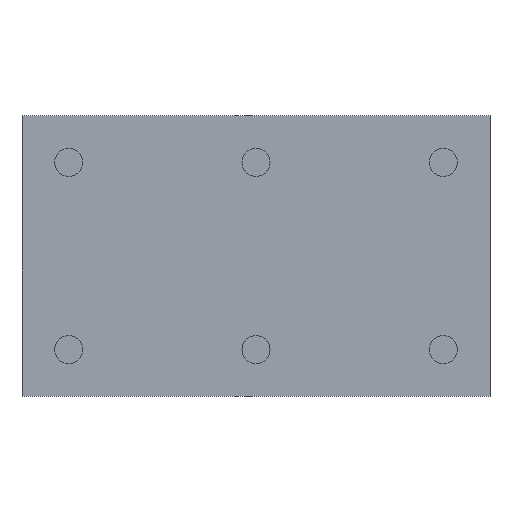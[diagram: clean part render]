
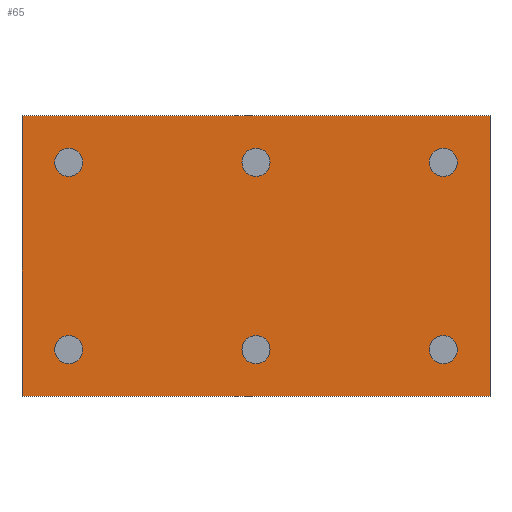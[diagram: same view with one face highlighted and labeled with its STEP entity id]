
A CAD part, top view. The second image highlights one B-rep face of the part: STEP entity #65.
In plain terms, the highlighted planar face has unit normal (0, 0, 1).
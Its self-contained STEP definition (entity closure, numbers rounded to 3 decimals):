
#2 = VERTEX_POINT ( 'NONE', #566 ) ;
#14 = EDGE_CURVE ( 'NONE', #443, #2, #172, .T. ) ;
#17 = VECTOR ( 'NONE', #464, 1000. ) ;
#18 = ORIENTED_EDGE ( 'NONE', *, *, #401, .F. ) ;
#20 = VERTEX_POINT ( 'NONE', #164 ) ;
#22 = ORIENTED_EDGE ( 'NONE', *, *, #512, .F. ) ;
#31 = DIRECTION ( 'NONE',  ( 1., 0., 0. ) ) ;
#34 = CARTESIAN_POINT ( 'NONE',  ( 0., 0., 25. ) ) ;
#35 = ORIENTED_EDGE ( 'NONE', *, *, #494, .F. ) ;
#37 = EDGE_CURVE ( 'NONE', #232, #20, #295, .T. ) ;
#39 = CARTESIAN_POINT ( 'NONE',  ( 125., 25., 25. ) ) ;
#47 = DIRECTION ( 'NONE',  ( -1., 0., 0. ) ) ;
#49 = VECTOR ( 'NONE', #75, 1000. ) ;
#55 = ORIENTED_EDGE ( 'NONE', *, *, #590, .T. ) ;
#65 = ADVANCED_FACE ( 'NONE', ( #438, #264, #504, #229, #203, #437, #110 ), #108, .F. ) ;
#67 = VECTOR ( 'NONE', #508, 1000. ) ;
#75 = DIRECTION ( 'NONE',  ( 0., -1., 0. ) ) ;
#77 = ORIENTED_EDGE ( 'NONE', *, *, #451, .T. ) ;
#83 = CARTESIAN_POINT ( 'NONE',  ( 217.5, 25., 25. ) ) ;
#84 = EDGE_LOOP ( 'NONE', ( #633, #22 ) ) ;
#85 = ORIENTED_EDGE ( 'NONE', *, *, #518, .F. ) ;
#87 = ORIENTED_EDGE ( 'NONE', *, *, #654, .F. ) ;
#88 = EDGE_CURVE ( 'NONE', #360, #394, #351, .T. ) ;
#95 = CARTESIAN_POINT ( 'NONE',  ( 25., 125., 25. ) ) ;
#104 = ORIENTED_EDGE ( 'NONE', *, *, #501, .F. ) ;
#108 = PLANE ( 'NONE',  #473 ) ;
#110 = FACE_OUTER_BOUND ( 'NONE', #204, .T. ) ;
#120 = AXIS2_PLACEMENT_3D ( 'NONE', #299, #506, #509 ) ;
#132 = ORIENTED_EDGE ( 'NONE', *, *, #551, .F. ) ;
#134 = VERTEX_POINT ( 'NONE', #482 ) ;
#137 = ORIENTED_EDGE ( 'NONE', *, *, #305, .T. ) ;
#138 = EDGE_CURVE ( 'NONE', #158, #432, #273, .T. ) ;
#140 = CIRCLE ( 'NONE', #559, 7.5 ) ;
#154 = CARTESIAN_POINT ( 'NONE',  ( 225., 125., 25. ) ) ;
#156 = CIRCLE ( 'NONE', #120, 7.5 ) ;
#158 = VERTEX_POINT ( 'NONE', #331 ) ;
#164 = CARTESIAN_POINT ( 'NONE',  ( 250., 150., 25. ) ) ;
#167 = ORIENTED_EDGE ( 'NONE', *, *, #138, .F. ) ;
#172 = CIRCLE ( 'NONE', #549, 7.5 ) ;
#188 = CARTESIAN_POINT ( 'NONE',  ( 17.5, 125., 25. ) ) ;
#194 = AXIS2_PLACEMENT_3D ( 'NONE', #450, #238, #663 ) ;
#200 = DIRECTION ( 'NONE',  ( 0., 0., 1. ) ) ;
#202 = DIRECTION ( 'NONE',  ( 0., 0., 1. ) ) ;
#203 = FACE_BOUND ( 'NONE', #284, .T. ) ;
#204 = EDGE_LOOP ( 'NONE', ( #137, #77, #564, #55 ) ) ;
#206 = ORIENTED_EDGE ( 'NONE', *, *, #88, .F. ) ;
#222 = CIRCLE ( 'NONE', #256, 7.5 ) ;
#229 = FACE_BOUND ( 'NONE', #84, .T. ) ;
#232 = VERTEX_POINT ( 'NONE', #645 ) ;
#238 = DIRECTION ( 'NONE',  ( 0., 0., 1. ) ) ;
#252 = CARTESIAN_POINT ( 'NONE',  ( 125., 125., 25. ) ) ;
#256 = AXIS2_PLACEMENT_3D ( 'NONE', #39, #665, #669 ) ;
#262 = DIRECTION ( 'NONE',  ( 1., 0., 0. ) ) ;
#264 = FACE_BOUND ( 'NONE', #355, .T. ) ;
#267 = CARTESIAN_POINT ( 'NONE',  ( 250., 0., 25. ) ) ;
#272 = DIRECTION ( 'NONE',  ( 1., 0., 0. ) ) ;
#273 = CIRCLE ( 'NONE', #427, 7.5 ) ;
#284 = EDGE_LOOP ( 'NONE', ( #492, #35 ) ) ;
#287 = CIRCLE ( 'NONE', #542, 7.5 ) ;
#289 = ORIENTED_EDGE ( 'NONE', *, *, #580, .F. ) ;
#291 = CARTESIAN_POINT ( 'NONE',  ( 117.5, 25., 25. ) ) ;
#295 = LINE ( 'NONE', #267, #17 ) ;
#296 = VERTEX_POINT ( 'NONE', #486 ) ;
#299 = CARTESIAN_POINT ( 'NONE',  ( 125., 25., 25. ) ) ;
#302 = CIRCLE ( 'NONE', #435, 7.5 ) ;
#305 = EDGE_CURVE ( 'NONE', #395, #342, #400, .T. ) ;
#306 = CARTESIAN_POINT ( 'NONE',  ( 0., 150., 25. ) ) ;
#308 = CARTESIAN_POINT ( 'NONE',  ( 225., 125., 25. ) ) ;
#316 = DIRECTION ( 'NONE',  ( 0., 0., -1. ) ) ;
#320 = VECTOR ( 'NONE', #455, 1000. ) ;
#331 = CARTESIAN_POINT ( 'NONE',  ( 232.5, 25., 25. ) ) ;
#336 = CARTESIAN_POINT ( 'NONE',  ( 0., 0., 25. ) ) ;
#340 = EDGE_LOOP ( 'NONE', ( #206, #289 ) ) ;
#342 = VERTEX_POINT ( 'NONE', #485 ) ;
#344 = CARTESIAN_POINT ( 'NONE',  ( 25., 125., 25. ) ) ;
#351 = CIRCLE ( 'NONE', #441, 7.5 ) ;
#352 = DIRECTION ( 'NONE',  ( 1., 0., 0. ) ) ;
#355 = EDGE_LOOP ( 'NONE', ( #167, #87 ) ) ;
#356 = DIRECTION ( 'NONE',  ( 1., 0., 0. ) ) ;
#360 = VERTEX_POINT ( 'NONE', #543 ) ;
#366 = EDGE_CURVE ( 'NONE', #296, #134, #619, .T. ) ;
#383 = CARTESIAN_POINT ( 'NONE',  ( 225., 25., 25. ) ) ;
#387 = EDGE_LOOP ( 'NONE', ( #85, #104 ) ) ;
#394 = VERTEX_POINT ( 'NONE', #396 ) ;
#395 = VERTEX_POINT ( 'NONE', #552 ) ;
#396 = CARTESIAN_POINT ( 'NONE',  ( 17.5, 25., 25. ) ) ;
#400 = LINE ( 'NONE', #336, #49 ) ;
#401 = EDGE_CURVE ( 'NONE', #659, #449, #419, .T. ) ;
#406 = VERTEX_POINT ( 'NONE', #603 ) ;
#407 = DIRECTION ( 'NONE',  ( 0., 0., 1. ) ) ;
#417 = CARTESIAN_POINT ( 'NONE',  ( 32.5, 125., 25. ) ) ;
#419 = CIRCLE ( 'NONE', #507, 7.5 ) ;
#426 = DIRECTION ( 'NONE',  ( 0., 0., 1. ) ) ;
#427 = AXIS2_PLACEMENT_3D ( 'NONE', #383, #426, #272 ) ;
#432 = VERTEX_POINT ( 'NONE', #83 ) ;
#435 = AXIS2_PLACEMENT_3D ( 'NONE', #252, #200, #565 ) ;
#437 = FACE_BOUND ( 'NONE', #621, .T. ) ;
#438 = FACE_BOUND ( 'NONE', #340, .T. ) ;
#441 = AXIS2_PLACEMENT_3D ( 'NONE', #519, #521, #466 ) ;
#443 = VERTEX_POINT ( 'NONE', #550 ) ;
#449 = VERTEX_POINT ( 'NONE', #188 ) ;
#450 = CARTESIAN_POINT ( 'NONE',  ( 125., 125., 25. ) ) ;
#451 = EDGE_CURVE ( 'NONE', #342, #232, #467, .T. ) ;
#455 = DIRECTION ( 'NONE',  ( 1., 0., 0. ) ) ;
#457 = DIRECTION ( 'NONE',  ( 0., 0., 1. ) ) ;
#458 = LINE ( 'NONE', #306, #67 ) ;
#461 = CARTESIAN_POINT ( 'NONE',  ( 25., 25., 25. ) ) ;
#464 = DIRECTION ( 'NONE',  ( 0., 1., 0. ) ) ;
#466 = DIRECTION ( 'NONE',  ( 1., 0., 0. ) ) ;
#467 = LINE ( 'NONE', #34, #320 ) ;
#469 = DIRECTION ( 'NONE',  ( 0., 0., 1. ) ) ;
#471 = VERTEX_POINT ( 'NONE', #291 ) ;
#473 = AXIS2_PLACEMENT_3D ( 'NONE', #510, #316, #47 ) ;
#482 = CARTESIAN_POINT ( 'NONE',  ( 117.5, 125., 25. ) ) ;
#485 = CARTESIAN_POINT ( 'NONE',  ( 0., 0., 25. ) ) ;
#486 = CARTESIAN_POINT ( 'NONE',  ( 132.5, 125., 25. ) ) ;
#487 = AXIS2_PLACEMENT_3D ( 'NONE', #95, #407, #667 ) ;
#492 = ORIENTED_EDGE ( 'NONE', *, *, #366, .F. ) ;
#494 = EDGE_CURVE ( 'NONE', #134, #296, #302, .T. ) ;
#499 = DIRECTION ( 'NONE',  ( 0., 0., 1. ) ) ;
#501 = EDGE_CURVE ( 'NONE', #471, #406, #222, .T. ) ;
#504 = FACE_BOUND ( 'NONE', #387, .T. ) ;
#506 = DIRECTION ( 'NONE',  ( 0., 0., 1. ) ) ;
#507 = AXIS2_PLACEMENT_3D ( 'NONE', #344, #499, #31 ) ;
#508 = DIRECTION ( 'NONE',  ( -1., 0., 0. ) ) ;
#509 = DIRECTION ( 'NONE',  ( 1., 0., 0. ) ) ;
#510 = CARTESIAN_POINT ( 'NONE',  ( 0., 0., 25. ) ) ;
#511 = CIRCLE ( 'NONE', #534, 7.5 ) ;
#512 = EDGE_CURVE ( 'NONE', #2, #443, #287, .T. ) ;
#517 = CARTESIAN_POINT ( 'NONE',  ( 225., 25., 25. ) ) ;
#518 = EDGE_CURVE ( 'NONE', #406, #471, #156, .T. ) ;
#519 = CARTESIAN_POINT ( 'NONE',  ( 25., 25., 25. ) ) ;
#521 = DIRECTION ( 'NONE',  ( 0., 0., 1. ) ) ;
#534 = AXIS2_PLACEMENT_3D ( 'NONE', #517, #682, #632 ) ;
#542 = AXIS2_PLACEMENT_3D ( 'NONE', #154, #202, #352 ) ;
#543 = CARTESIAN_POINT ( 'NONE',  ( 32.5, 25., 25. ) ) ;
#549 = AXIS2_PLACEMENT_3D ( 'NONE', #308, #469, #262 ) ;
#550 = CARTESIAN_POINT ( 'NONE',  ( 232.5, 125., 25. ) ) ;
#551 = EDGE_CURVE ( 'NONE', #449, #659, #670, .T. ) ;
#552 = CARTESIAN_POINT ( 'NONE',  ( 0., 150., 25. ) ) ;
#559 = AXIS2_PLACEMENT_3D ( 'NONE', #461, #457, #356 ) ;
#564 = ORIENTED_EDGE ( 'NONE', *, *, #37, .T. ) ;
#565 = DIRECTION ( 'NONE',  ( 1., 0., 0. ) ) ;
#566 = CARTESIAN_POINT ( 'NONE',  ( 217.5, 125., 25. ) ) ;
#580 = EDGE_CURVE ( 'NONE', #394, #360, #140, .T. ) ;
#590 = EDGE_CURVE ( 'NONE', #20, #395, #458, .T. ) ;
#603 = CARTESIAN_POINT ( 'NONE',  ( 132.5, 25., 25. ) ) ;
#619 = CIRCLE ( 'NONE', #194, 7.5 ) ;
#621 = EDGE_LOOP ( 'NONE', ( #18, #132 ) ) ;
#632 = DIRECTION ( 'NONE',  ( 1., 0., 0. ) ) ;
#633 = ORIENTED_EDGE ( 'NONE', *, *, #14, .F. ) ;
#645 = CARTESIAN_POINT ( 'NONE',  ( 250., 0., 25. ) ) ;
#654 = EDGE_CURVE ( 'NONE', #432, #158, #511, .T. ) ;
#659 = VERTEX_POINT ( 'NONE', #417 ) ;
#663 = DIRECTION ( 'NONE',  ( 1., 0., 0. ) ) ;
#665 = DIRECTION ( 'NONE',  ( 0., 0., 1. ) ) ;
#667 = DIRECTION ( 'NONE',  ( 1., 0., 0. ) ) ;
#669 = DIRECTION ( 'NONE',  ( 1., 0., 0. ) ) ;
#670 = CIRCLE ( 'NONE', #487, 7.5 ) ;
#682 = DIRECTION ( 'NONE',  ( 0., 0., 1. ) ) ;
